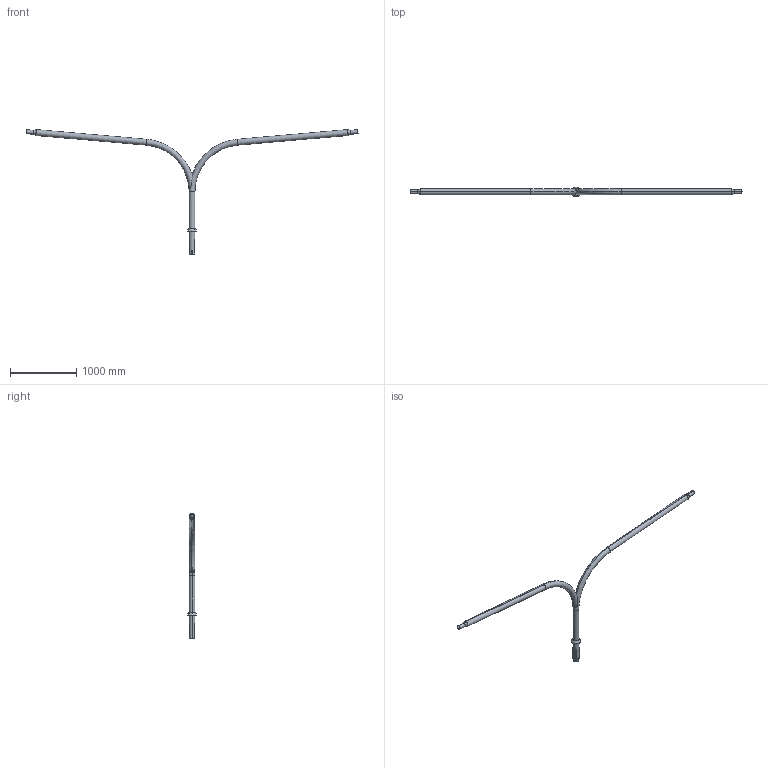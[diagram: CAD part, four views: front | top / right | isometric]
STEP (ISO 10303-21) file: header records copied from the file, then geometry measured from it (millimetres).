
FILE_DESCRIPTION (( 'STEP AP214' ), '1' );
FILE_NAME ('130560KXXX T225CO 4608274 T-OLAKEVARSI_3D.step', '2022-05-28T14:38:36', ( '' ), ( '' ), 'SwSTEP 2.0', 'SolidWorks 2021', '' );
FILE_SCHEMA (( 'AUTOMOTIVE_DESIGN' ));
Length unit declared in the file: millimetre
Products named in the file (5): OLAKE T-VARREN PIDEMPI AIHIO_T225CO; OLAKE T-VARREN LYHYEMPI AIHIO_T225CO; OLAKEVARREN LATTA_LATTA 3X9,5X200; 130560KXXX T225CO 4608274 T-OLAKEVARSI_3D; SOVITERENGAS OLAKEVARSI_SOVITERENGAS D89-D139
Assembly tree (7 placements, depth 2):
  130560KXXX T225CO 4608274 T-OLAKEVARSI_3D
    OLAKE T-VARREN PIDEMPI AIHIO_T225CO
    OLAKE T-VARREN LYHYEMPI AIHIO_T225CO
    SOVITERENGAS OLAKEVARSI_SOVITERENGAS D89-D139
    OLAKEVARREN LATTA_LATTA 3X9,5X200  x4
Bounding box: 5005.29 x 148 x 1881.28 mm (x, y, z)
Volume: 5482552 mm3; surface area: 3585094.4 mm2
Topology: 7 solids, 7 shells, 95 faces, 207 edges, 122 vertices
Faces by surface type: plane 33, cylinder 28, torus 19, cone 10, bspline 5
Entity records: 5341 total; most frequent: CARTESIAN_POINT 3401, DIRECTION 406, ORIENTED_EDGE 342, EDGE_CURVE 171, AXIS2_PLACEMENT_3D 170, VERTEX_POINT 98, CIRCLE 88, EDGE_LOOP 81
